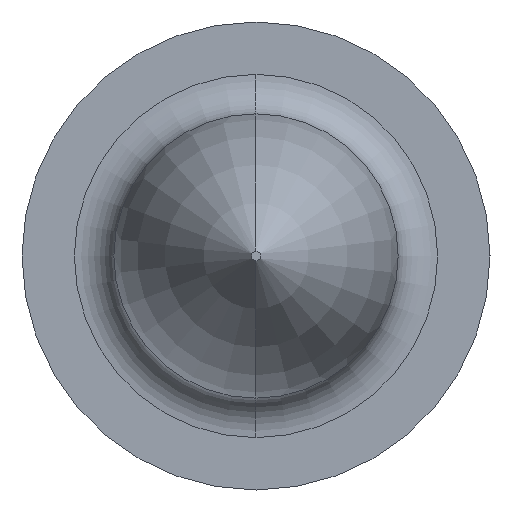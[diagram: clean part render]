
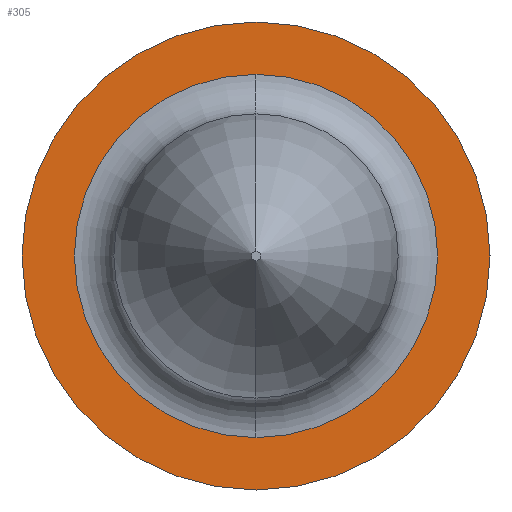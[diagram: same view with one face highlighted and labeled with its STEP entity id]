
A CAD part, left-side view. The second image highlights one B-rep face of the part: STEP entity #305.
In plain terms, the highlighted planar face has unit normal (-1, 0, 0).
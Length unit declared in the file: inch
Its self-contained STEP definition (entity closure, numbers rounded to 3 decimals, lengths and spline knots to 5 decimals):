
#67 = EDGE_LOOP ( 'NONE', ( #1026, #1621 ) ) ;
#161 = FACE_OUTER_BOUND ( 'NONE', #67, .T. ) ;
#173 = AXIS2_PLACEMENT_3D ( 'NONE', #1270, #1492, #1010 ) ;
#305 = ADVANCED_FACE ( 'NONE', ( #161, #346 ), #1230, .F. ) ;
#311 = CARTESIAN_POINT ( 'NONE',  ( -0.049, 0.01185, 0. ) ) ;
#336 = CARTESIAN_POINT ( 'NONE',  ( -0.049, 0., 0.01185 ) ) ;
#346 = FACE_BOUND ( 'NONE', #487, .T. ) ;
#350 = ORIENTED_EDGE ( 'NONE', *, *, #394, .T. ) ;
#368 = AXIS2_PLACEMENT_3D ( 'NONE', #779, #644, #1674 ) ;
#394 = EDGE_CURVE ( 'NONE', #1676, #789, #748, .T. ) ;
#487 = EDGE_LOOP ( 'NONE', ( #849, #350 ) ) ;
#493 = CARTESIAN_POINT ( 'NONE',  ( -0.049, 0., -0.0092 ) ) ;
#644 = DIRECTION ( 'NONE',  ( 1., 0., 0. ) ) ;
#646 = AXIS2_PLACEMENT_3D ( 'NONE', #1141, #673, #919 ) ;
#673 = DIRECTION ( 'NONE',  ( 1., 0., 0. ) ) ;
#691 = VERTEX_POINT ( 'NONE', #894 ) ;
#748 = CIRCLE ( 'NONE', #646, 0.0092 ) ;
#753 = CARTESIAN_POINT ( 'NONE',  ( -0.049, 0., 0.0092 ) ) ;
#760 = AXIS2_PLACEMENT_3D ( 'NONE', #1394, #1512, #1124 ) ;
#768 = EDGE_CURVE ( 'NONE', #1057, #691, #1175, .T. ) ;
#779 = CARTESIAN_POINT ( 'NONE',  ( -0.049, 0., 0. ) ) ;
#789 = VERTEX_POINT ( 'NONE', #493 ) ;
#799 = DIRECTION ( 'NONE',  ( 1., 0., 0. ) ) ;
#805 = CIRCLE ( 'NONE', #173, 0.01185 ) ;
#849 = ORIENTED_EDGE ( 'NONE', *, *, #1552, .T. ) ;
#894 = CARTESIAN_POINT ( 'NONE',  ( -0.049, 0., -0.01185 ) ) ;
#919 = DIRECTION ( 'NONE',  ( 0., 0., -1. ) ) ;
#1010 = DIRECTION ( 'NONE',  ( 0., 0., -1. ) ) ;
#1026 = ORIENTED_EDGE ( 'NONE', *, *, #1099, .F. ) ;
#1051 = DIRECTION ( 'NONE',  ( 0., 0., -1. ) ) ;
#1057 = VERTEX_POINT ( 'NONE', #336 ) ;
#1068 = AXIS2_PLACEMENT_3D ( 'NONE', #311, #799, #1051 ) ;
#1099 = EDGE_CURVE ( 'NONE', #691, #1057, #805, .T. ) ;
#1124 = DIRECTION ( 'NONE',  ( 0., 0., -1. ) ) ;
#1141 = CARTESIAN_POINT ( 'NONE',  ( -0.049, 0., 0. ) ) ;
#1175 = CIRCLE ( 'NONE', #760, 0.01185 ) ;
#1230 = PLANE ( 'NONE',  #1068 ) ;
#1270 = CARTESIAN_POINT ( 'NONE',  ( -0.049, 0., 0. ) ) ;
#1394 = CARTESIAN_POINT ( 'NONE',  ( -0.049, 0., 0. ) ) ;
#1492 = DIRECTION ( 'NONE',  ( 1., 0., 0. ) ) ;
#1512 = DIRECTION ( 'NONE',  ( 1., 0., 0. ) ) ;
#1528 = CIRCLE ( 'NONE', #368, 0.0092 ) ;
#1552 = EDGE_CURVE ( 'NONE', #789, #1676, #1528, .T. ) ;
#1621 = ORIENTED_EDGE ( 'NONE', *, *, #768, .F. ) ;
#1674 = DIRECTION ( 'NONE',  ( 0., 0., -1. ) ) ;
#1676 = VERTEX_POINT ( 'NONE', #753 ) ;
